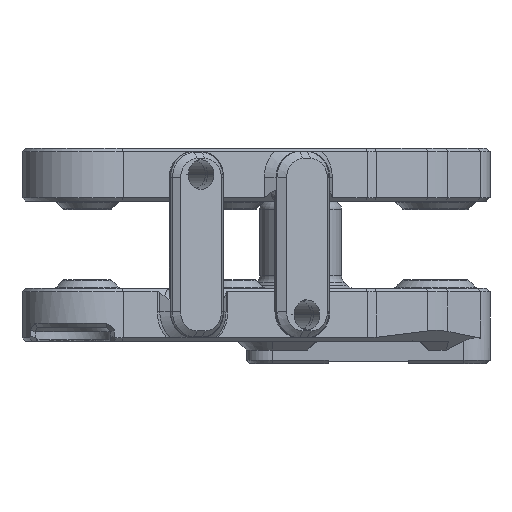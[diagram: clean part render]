
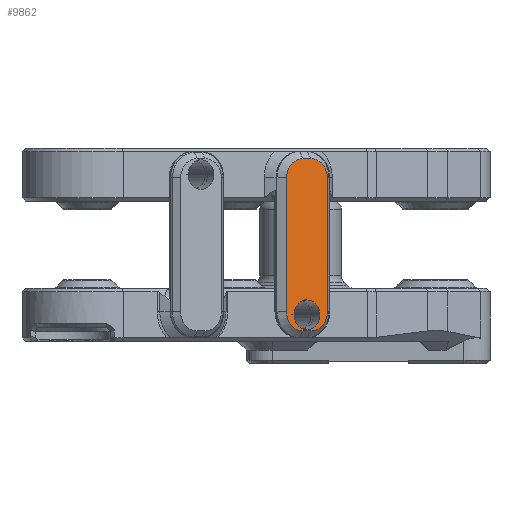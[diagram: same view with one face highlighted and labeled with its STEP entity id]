
A CAD part, front view. The second image highlights one B-rep face of the part: STEP entity #9862.
In plain terms, the highlighted planar face has unit normal (0.496, -0.869, 0).
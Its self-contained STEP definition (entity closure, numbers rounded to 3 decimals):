
#18 = VECTOR ( 'NONE', #16229, 1000. ) ;
#124 = ORIENTED_EDGE ( 'NONE', *, *, #21688, .T. ) ;
#819 = DIRECTION ( 'NONE',  ( -0.496, 0.869, 0. ) ) ;
#1066 = LINE ( 'NONE', #11231, #20934 ) ;
#1102 = ORIENTED_EDGE ( 'NONE', *, *, #18099, .T. ) ;
#1136 = CARTESIAN_POINT ( 'NONE',  ( 14.068, -81.767, 65.01 ) ) ;
#1155 = CARTESIAN_POINT ( 'NONE',  ( 15.979, -80.677, 66.86 ) ) ;
#1774 = DIRECTION ( 'NONE',  ( -0.869, -0.496, 0. ) ) ;
#1912 = EDGE_CURVE ( 'NONE', #19103, #5005, #13725, .T. ) ;
#2174 = CARTESIAN_POINT ( 'NONE',  ( 38.651, -67.741, 0. ) ) ;
#3404 = PLANE ( 'NONE',  #14919 ) ;
#3666 = VERTEX_POINT ( 'NONE', #15566 ) ;
#3993 = VERTEX_POINT ( 'NONE', #1136 ) ;
#3997 = EDGE_CURVE ( 'NONE', #13486, #3993, #5935, .T. ) ;
#4072 = EDGE_CURVE ( 'NONE', #18362, #11237, #5216, .T. ) ;
#4247 = CARTESIAN_POINT ( 'NONE',  ( 14.068, -81.767, 82.611 ) ) ;
#4392 = EDGE_LOOP ( 'NONE', ( #7264, #13100, #11323, #13408, #124, #1102, #17139, #15809 ) ) ;
#5005 = VERTEX_POINT ( 'NONE', #11095 ) ;
#5081 = FACE_OUTER_BOUND ( 'NONE', #4392, .T. ) ;
#5097 = EDGE_CURVE ( 'NONE', #11237, #18362, #20573, .T. ) ;
#5144 = CARTESIAN_POINT ( 'NONE',  ( 14.503, -81.52, 66.86 ) ) ;
#5209 = AXIS2_PLACEMENT_3D ( 'NONE', #6388, #19905, #11753 ) ;
#5216 = CIRCLE ( 'NONE', #8094, 1.7 ) ;
#5880 = DIRECTION ( 'NONE',  ( 0.496, -0.869, 0. ) ) ;
#5935 = CIRCLE ( 'NONE', #14494, 2.2 ) ;
#6114 = DIRECTION ( 'NONE',  ( 0.496, -0.869, 0. ) ) ;
#6321 = ORIENTED_EDGE ( 'NONE', *, *, #5097, .F. ) ;
#6388 = CARTESIAN_POINT ( 'NONE',  ( 14.503, -81.52, 66.86 ) ) ;
#6803 = DIRECTION ( 'NONE',  ( 0., 0., 1. ) ) ;
#7114 = AXIS2_PLACEMENT_3D ( 'NONE', #14595, #6114, #19743 ) ;
#7264 = ORIENTED_EDGE ( 'NONE', *, *, #8438, .T. ) ;
#7966 = CARTESIAN_POINT ( 'NONE',  ( 14.068, -81.767, 67.21 ) ) ;
#8094 = AXIS2_PLACEMENT_3D ( 'NONE', #5144, #20808, #10637 ) ;
#8438 = EDGE_CURVE ( 'NONE', #9180, #13486, #1066, .T. ) ;
#9103 = DIRECTION ( 'NONE',  ( -0.869, -0.496, 0. ) ) ;
#9180 = VERTEX_POINT ( 'NONE', #21580 ) ;
#9436 = CARTESIAN_POINT ( 'NONE',  ( 38.651, -67.741, 65.01 ) ) ;
#9737 = DIRECTION ( 'NONE',  ( -0.869, -0.496, 0. ) ) ;
#9806 = CARTESIAN_POINT ( 'NONE',  ( 12.158, -82.858, 67.21 ) ) ;
#9862 = ADVANCED_FACE ( 'NONE', ( #5081, #18716 ), #3404, .F. ) ;
#10413 = CARTESIAN_POINT ( 'NONE',  ( 38.651, -67.741, 84.811 ) ) ;
#10590 = EDGE_LOOP ( 'NONE', ( #6321, #14811 ) ) ;
#10637 = DIRECTION ( 'NONE',  ( 0.869, 0.496, 0. ) ) ;
#10792 = VECTOR ( 'NONE', #1774, 1000. ) ;
#10854 = VERTEX_POINT ( 'NONE', #15810 ) ;
#11095 = CARTESIAN_POINT ( 'NONE',  ( 14.068, -81.767, 84.811 ) ) ;
#11231 = CARTESIAN_POINT ( 'NONE',  ( 12.158, -82.858, 0. ) ) ;
#11237 = VERTEX_POINT ( 'NONE', #13874 ) ;
#11323 = ORIENTED_EDGE ( 'NONE', *, *, #21171, .T. ) ;
#11360 = CARTESIAN_POINT ( 'NONE',  ( 14.937, -81.272, 82.611 ) ) ;
#11369 = CARTESIAN_POINT ( 'NONE',  ( 14.937, -81.272, 84.811 ) ) ;
#11372 = VECTOR ( 'NONE', #6803, 1000. ) ;
#11705 = VERTEX_POINT ( 'NONE', #17440 ) ;
#11753 = DIRECTION ( 'NONE',  ( 0.869, 0.496, 0. ) ) ;
#12259 = AXIS2_PLACEMENT_3D ( 'NONE', #11360, #5880, #14709 ) ;
#13100 = ORIENTED_EDGE ( 'NONE', *, *, #3997, .T. ) ;
#13242 = DIRECTION ( 'NONE',  ( 0., 0., -1. ) ) ;
#13408 = ORIENTED_EDGE ( 'NONE', *, *, #14577, .T. ) ;
#13486 = VERTEX_POINT ( 'NONE', #9806 ) ;
#13725 = LINE ( 'NONE', #10413, #10792 ) ;
#13874 = CARTESIAN_POINT ( 'NONE',  ( 13.026, -82.362, 66.86 ) ) ;
#14494 = AXIS2_PLACEMENT_3D ( 'NONE', #7966, #14765, #21592 ) ;
#14577 = EDGE_CURVE ( 'NONE', #10854, #3666, #20670, .T. ) ;
#14595 = CARTESIAN_POINT ( 'NONE',  ( 14.937, -81.272, 67.21 ) ) ;
#14709 = DIRECTION ( 'NONE',  ( -0.869, -0.496, 0. ) ) ;
#14765 = DIRECTION ( 'NONE',  ( 0.496, -0.869, 0. ) ) ;
#14811 = ORIENTED_EDGE ( 'NONE', *, *, #4072, .F. ) ;
#14919 = AXIS2_PLACEMENT_3D ( 'NONE', #2174, #819, #9103 ) ;
#15566 = CARTESIAN_POINT ( 'NONE',  ( 16.848, -80.181, 67.21 ) ) ;
#15809 = ORIENTED_EDGE ( 'NONE', *, *, #18718, .T. ) ;
#15810 = CARTESIAN_POINT ( 'NONE',  ( 14.937, -81.272, 65.01 ) ) ;
#16229 = DIRECTION ( 'NONE',  ( 0.869, 0.496, 0. ) ) ;
#16954 = LINE ( 'NONE', #17065, #11372 ) ;
#17065 = CARTESIAN_POINT ( 'NONE',  ( 16.848, -80.181, 0. ) ) ;
#17139 = ORIENTED_EDGE ( 'NONE', *, *, #1912, .T. ) ;
#17440 = CARTESIAN_POINT ( 'NONE',  ( 16.848, -80.181, 82.611 ) ) ;
#18099 = EDGE_CURVE ( 'NONE', #11705, #19103, #20841, .T. ) ;
#18362 = VERTEX_POINT ( 'NONE', #1155 ) ;
#18538 = CIRCLE ( 'NONE', #19958, 2.2 ) ;
#18716 = FACE_BOUND ( 'NONE', #10590, .T. ) ;
#18718 = EDGE_CURVE ( 'NONE', #5005, #9180, #18538, .T. ) ;
#19103 = VERTEX_POINT ( 'NONE', #11369 ) ;
#19673 = DIRECTION ( 'NONE',  ( 0.496, -0.869, 0. ) ) ;
#19743 = DIRECTION ( 'NONE',  ( -0.869, -0.496, 0. ) ) ;
#19905 = DIRECTION ( 'NONE',  ( 0.496, -0.869, 0. ) ) ;
#19958 = AXIS2_PLACEMENT_3D ( 'NONE', #4247, #19673, #9737 ) ;
#20573 = CIRCLE ( 'NONE', #5209, 1.7 ) ;
#20670 = CIRCLE ( 'NONE', #7114, 2.2 ) ;
#20808 = DIRECTION ( 'NONE',  ( 0.496, -0.869, 0. ) ) ;
#20841 = CIRCLE ( 'NONE', #12259, 2.2 ) ;
#20934 = VECTOR ( 'NONE', #13242, 1000. ) ;
#21171 = EDGE_CURVE ( 'NONE', #3993, #10854, #21270, .T. ) ;
#21270 = LINE ( 'NONE', #9436, #18 ) ;
#21580 = CARTESIAN_POINT ( 'NONE',  ( 12.158, -82.858, 82.611 ) ) ;
#21592 = DIRECTION ( 'NONE',  ( -0.869, -0.496, 0. ) ) ;
#21688 = EDGE_CURVE ( 'NONE', #3666, #11705, #16954, .T. ) ;
